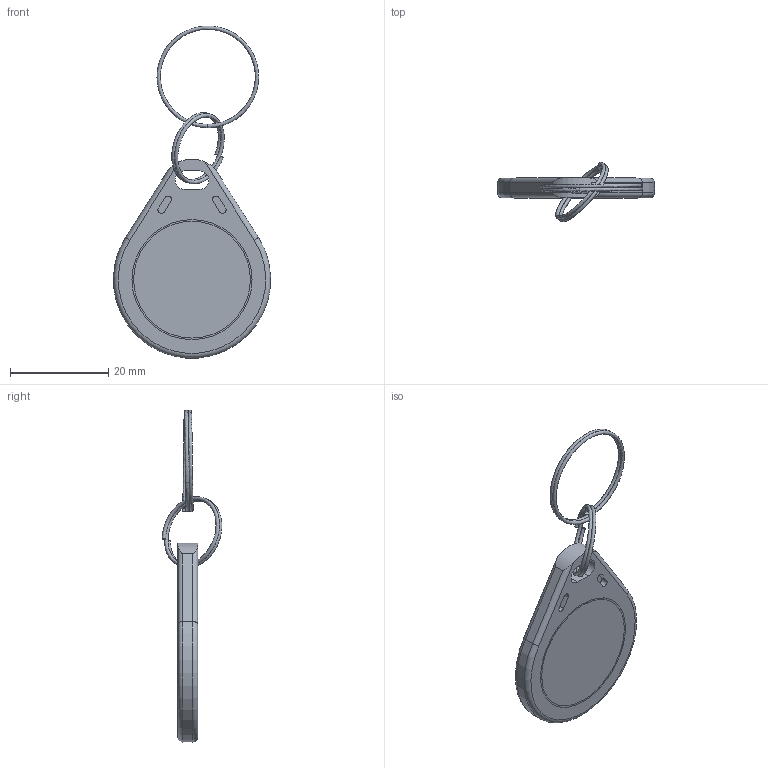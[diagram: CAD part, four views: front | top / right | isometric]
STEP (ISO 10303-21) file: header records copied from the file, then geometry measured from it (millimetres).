
FILE_DESCRIPTION(/* description */ (''),/* implementation_level */ '2;1');
FILE_NAME(/* name */ 'Desktop/ Llavero Tag RFID.step',/* time_stamp */ '2021-12-01T12:02:40-06:00',/* author */ (''),/* organization */ (''),/* preprocessor_version */ 'ST-DEVELOPER v18.1',/* originating_system */ 'Autodesk Translation Framework v10.10.0.1391',/* authorisation */ '');
FILE_SCHEMA (('AUTOMOTIVE_DESIGN { 1 0 10303 214 3 1 1 }'));
Length unit declared in the file: millimetre
Products named in the file (3):  Llavero Tag RFID; Llavero_1; Llavero_2
Assembly tree (2 placements, depth 2):
   Llavero Tag RFID
    Llavero_1
    Llavero_2
Bounding box: 32.05 x 12.15 x 67.72 mm (x, y, z)
Volume: 3698.4 mm3; surface area: 2790.9 mm2
Topology: 3 solids, 3 shells, 46 faces, 98 edges, 64 vertices
Faces by surface type: plane 24, cylinder 18, bspline 2, torus 2
Full cylindrical faces by diameter (mm): 23.82 x1, 24.48 x1
Entity records: 2069 total; most frequent: CARTESIAN_POINT 955, DIRECTION 228, ORIENTED_EDGE 196, EDGE_CURVE 98, AXIS2_PLACEMENT_3D 87, VERTEX_POINT 64, LINE 54, VECTOR 54
